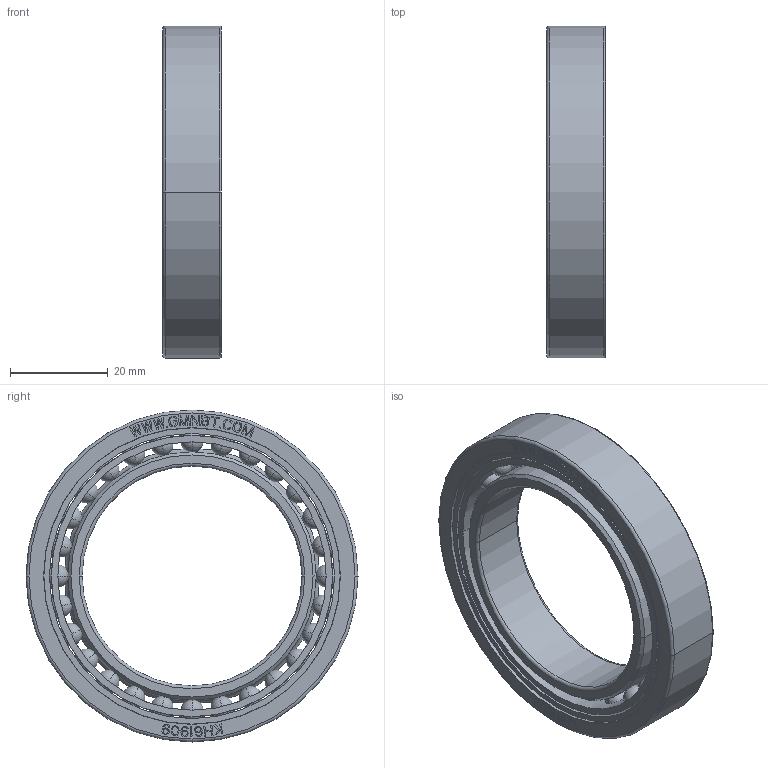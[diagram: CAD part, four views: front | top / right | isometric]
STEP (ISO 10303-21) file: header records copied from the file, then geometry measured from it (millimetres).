
FILE_DESCRIPTION((''),'2;1');
FILE_NAME('KH61909_PRT','2014-11-17T',('sales 4'),(''),'PRO/ENGINEER BY PARAMETRIC TECHNOLOGY CORPORATION, 2013150','PRO/ENGINEER BY PARAMETRIC TECHNOLOGY CORPORATION, 2013150','');
FILE_SCHEMA(('AUTOMOTIVE_DESIGN { 1 0 10303 214 1 1 1 1 }'));
Length unit declared in the file: millimetre
Products named in the file (1): KH61909_PRT
Bounding box: 12.01 x 68 x 68 mm (x, y, z)
Volume: 18955.5 mm3; surface area: 16626.3 mm2
Topology: 31 solids, 31 shells, 700 faces, 1975 edges, 1250 vertices
Faces by surface type: plane 548, cylinder 74, sphere 56, torus 12, cone 10
Entity records: 34197 total; most frequent: CARTESIAN_POINT 10569, ORIENTED_EDGE 3726, DIRECTION 3275, PRESENTATION_STYLE_ASSIGNMENT 1920, STYLED_ITEM 1894, CURVE_STYLE 1863, EDGE_CURVE 1863, VECTOR 1627
